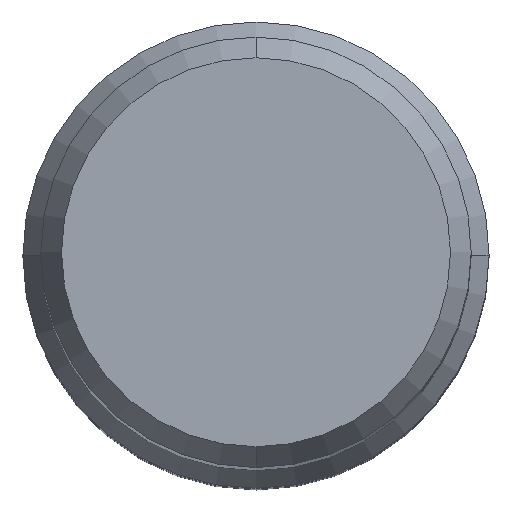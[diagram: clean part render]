
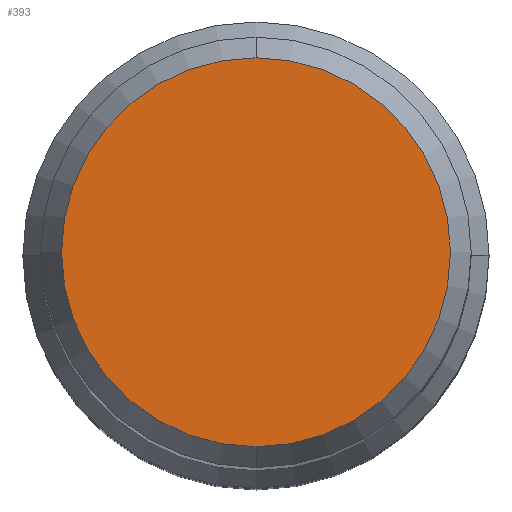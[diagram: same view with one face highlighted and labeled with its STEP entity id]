
A CAD part, top view. The second image highlights one B-rep face of the part: STEP entity #393.
In plain terms, the highlighted planar face has unit normal (0, 0, 1).
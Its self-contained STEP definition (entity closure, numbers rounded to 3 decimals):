
#245=VERTEX_POINT('',#611);
#255=EDGE_CURVE('',#497,#245,#621,.T.);
#281=EDGE_CURVE('',#245,#497,#650,.T.);
#393=ADVANCED_FACE('',(#778),#779,.T.);
#497=VERTEX_POINT('',#891);
#611=CARTESIAN_POINT('',(0.0,5.423,0.0));
#621=CIRCLE('',#1083,5.423);
#650=CIRCLE('',#1144,5.423);
#778=FACE_OUTER_BOUND('',#1363,.T.);
#779=PLANE('',#1364);
#891=CARTESIAN_POINT('',(0.,-5.423,0.0));
#1083=AXIS2_PLACEMENT_3D('',#1789,#1790,#1791);
#1144=AXIS2_PLACEMENT_3D('',#1834,#1835,#1836);
#1363=EDGE_LOOP('',(#1995,#1996));
#1364=AXIS2_PLACEMENT_3D('',#1997,#1998,#1999);
#1789=CARTESIAN_POINT('',(0.0,0.0,0.0));
#1790=DIRECTION('',(0.0,0.0,-1.0));
#1791=DIRECTION('',(0.0,1.0,0.0));
#1834=CARTESIAN_POINT('',(0.0,0.0,0.0));
#1835=DIRECTION('',(0.0,0.0,-1.0));
#1836=DIRECTION('',(0.0,1.0,0.0));
#1995=ORIENTED_EDGE('',*,*,#281,.F.);
#1996=ORIENTED_EDGE('',*,*,#255,.F.);
#1997=CARTESIAN_POINT('',(0.0,2.711,0.0));
#1998=DIRECTION('',(-0.0,0.0,1.0));
#1999=DIRECTION('',(0.0,-1.0,0.0));
